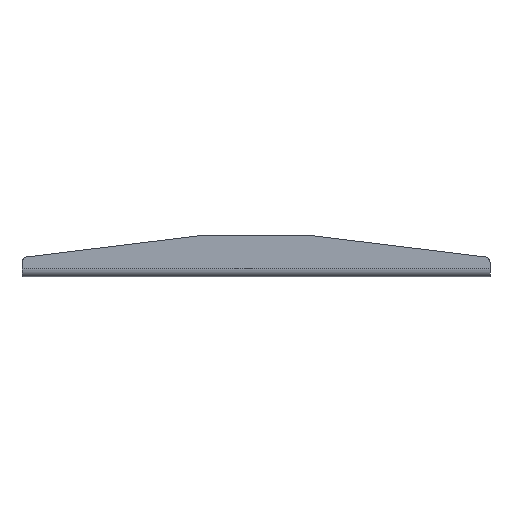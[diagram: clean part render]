
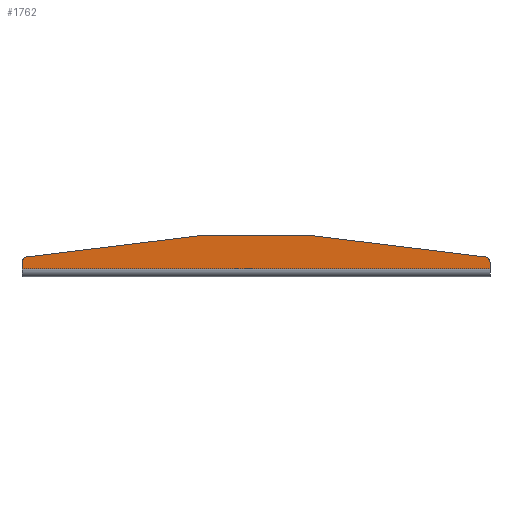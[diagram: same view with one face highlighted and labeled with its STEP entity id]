
A CAD part, left-side view. The second image highlights one B-rep face of the part: STEP entity #1762.
In plain terms, the highlighted planar face has unit normal (-1, 0, 0).
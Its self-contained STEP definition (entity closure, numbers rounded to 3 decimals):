
#184=LINE('',#3046,#320);
#188=LINE('',#3061,#324);
#205=LINE('',#3113,#341);
#206=LINE('',#3117,#342);
#207=LINE('',#3121,#343);
#208=LINE('',#3124,#344);
#320=VECTOR('',#2467,1000.);
#324=VECTOR('',#2481,1000.);
#341=VECTOR('',#2536,1000.);
#342=VECTOR('',#2539,1000.);
#343=VECTOR('',#2542,1000.);
#344=VECTOR('',#2545,1000.);
#555=ORIENTED_EDGE('',*,*,#996,.T.);
#556=ORIENTED_EDGE('',*,*,#1031,.T.);
#557=ORIENTED_EDGE('',*,*,#1032,.T.);
#558=ORIENTED_EDGE('',*,*,#1033,.T.);
#559=ORIENTED_EDGE('',*,*,#1034,.T.);
#560=ORIENTED_EDGE('',*,*,#1035,.T.);
#561=ORIENTED_EDGE('',*,*,#1036,.T.);
#562=ORIENTED_EDGE('',*,*,#1037,.T.);
#563=ORIENTED_EDGE('',*,*,#1004,.T.);
#564=ORIENTED_EDGE('',*,*,#1038,.T.);
#996=EDGE_CURVE('',#1245,#1244,#184,.T.);
#1004=EDGE_CURVE('',#1251,#1250,#188,.T.);
#1031=EDGE_CURVE('',#1244,#1266,#1383,.T.);
#1032=EDGE_CURVE('',#1266,#1267,#205,.T.);
#1033=EDGE_CURVE('',#1267,#1268,#1384,.T.);
#1034=EDGE_CURVE('',#1268,#1269,#206,.T.);
#1035=EDGE_CURVE('',#1269,#1270,#1385,.T.);
#1036=EDGE_CURVE('',#1270,#1271,#207,.T.);
#1037=EDGE_CURVE('',#1271,#1251,#1386,.T.);
#1038=EDGE_CURVE('',#1250,#1245,#208,.T.);
#1244=VERTEX_POINT('',#3045);
#1245=VERTEX_POINT('',#3047);
#1250=VERTEX_POINT('',#3060);
#1251=VERTEX_POINT('',#3062);
#1266=VERTEX_POINT('',#3112);
#1267=VERTEX_POINT('',#3114);
#1268=VERTEX_POINT('',#3116);
#1269=VERTEX_POINT('',#3118);
#1270=VERTEX_POINT('',#3120);
#1271=VERTEX_POINT('',#3122);
#1383=CIRCLE('',#2198,5.);
#1384=CIRCLE('',#2199,5.);
#1385=CIRCLE('',#2200,5.);
#1386=CIRCLE('',#2201,5.);
#1451=EDGE_LOOP('',(#555,#556,#557,#558,#559,#560,#561,#562,#563,#564));
#1595=FACE_BOUND('',#1451,.T.);
#1713=PLANE('',#2197);
#1762=ADVANCED_FACE('',(#1595),#1713,.T.);
#2197=AXIS2_PLACEMENT_3D('',#3110,#2532,#2533);
#2198=AXIS2_PLACEMENT_3D('',#3111,#2534,#2535);
#2199=AXIS2_PLACEMENT_3D('',#3115,#2537,#2538);
#2200=AXIS2_PLACEMENT_3D('',#3119,#2540,#2541);
#2201=AXIS2_PLACEMENT_3D('',#3123,#2543,#2544);
#2467=DIRECTION('',(0.,0.,1.));
#2481=DIRECTION('',(0.,0.,-1.));
#2532=DIRECTION('',(-1.,0.,0.));
#2533=DIRECTION('',(0.,0.,1.));
#2534=DIRECTION('',(-1.,0.,0.));
#2535=DIRECTION('',(0.,0.,1.));
#2536=DIRECTION('',(0.,0.993,0.122));
#2537=DIRECTION('',(-1.,0.,0.));
#2538=DIRECTION('',(0.,0.,1.));
#2539=DIRECTION('',(0.,1.,0.));
#2540=DIRECTION('',(-1.,0.,0.));
#2541=DIRECTION('',(0.,0.,1.));
#2542=DIRECTION('',(0.,0.993,-0.122));
#2543=DIRECTION('',(-1.,0.,0.));
#2544=DIRECTION('',(0.,0.,1.));
#2545=DIRECTION('',(0.,-1.,0.));
#3045=CARTESIAN_POINT('',(-5.,0.,14.089));
#3046=CARTESIAN_POINT('',(-5.,0.,4.241));
#3047=CARTESIAN_POINT('',(-5.,0.,7.5));
#3060=CARTESIAN_POINT('',(-5.,450.,7.5));
#3061=CARTESIAN_POINT('',(-5.,450.,4.241));
#3062=CARTESIAN_POINT('',(-5.,450.,14.089));
#3110=CARTESIAN_POINT('',(-5.,0.,0.));
#3111=CARTESIAN_POINT('',(-5.,5.,14.089));
#3112=CARTESIAN_POINT('',(-5.,4.391,19.052));
#3113=CARTESIAN_POINT('',(-5.,0.,18.513));
#3114=CARTESIAN_POINT('',(-5.,174.696,39.963));
#3115=CARTESIAN_POINT('',(-5.,175.306,35.));
#3116=CARTESIAN_POINT('',(-5.,175.306,40.));
#3117=CARTESIAN_POINT('',(-5.,175.,40.));
#3118=CARTESIAN_POINT('',(-5.,274.694,40.));
#3119=CARTESIAN_POINT('',(-5.,274.694,35.));
#3120=CARTESIAN_POINT('',(-5.,275.304,39.963));
#3121=CARTESIAN_POINT('',(-5.,275.,40.));
#3122=CARTESIAN_POINT('',(-5.,445.609,19.052));
#3123=CARTESIAN_POINT('',(-5.,445.,14.089));
#3124=CARTESIAN_POINT('',(-5.,450.,7.5));
